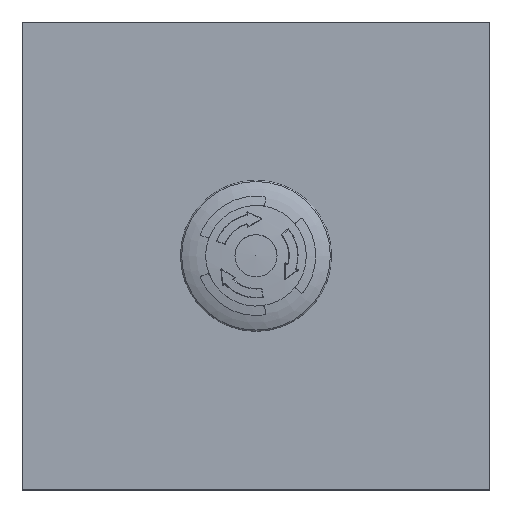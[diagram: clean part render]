
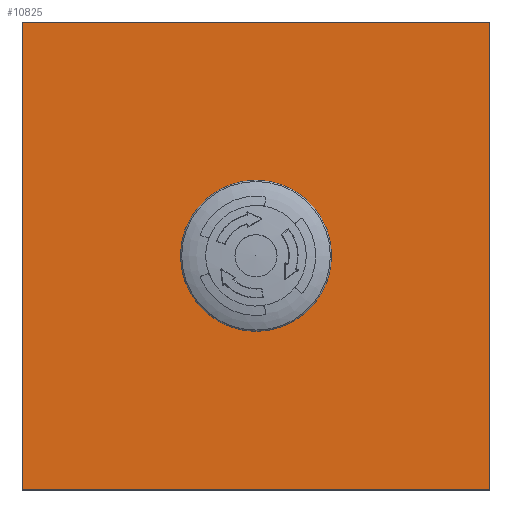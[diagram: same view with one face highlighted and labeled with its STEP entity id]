
A CAD part, top view. The second image highlights one B-rep face of the part: STEP entity #10825.
In plain terms, the highlighted planar face has unit normal (0, 0, 1).
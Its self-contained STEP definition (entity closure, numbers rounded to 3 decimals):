
#651=PLANE('',#12325);
#1525=LINE('',#23581,#2096);
#1529=LINE('',#23589,#2100);
#1532=LINE('',#23595,#2103);
#1534=LINE('',#23603,#2105);
#2096=VECTOR('',#15453,1000.);
#2100=VECTOR('',#15459,1000.);
#2103=VECTOR('',#15464,1000.);
#2105=VECTOR('',#15474,1000.);
#5170=ORIENTED_EDGE('',*,*,#6713,.T.);
#5171=ORIENTED_EDGE('',*,*,#6705,.T.);
#5172=ORIENTED_EDGE('',*,*,#6709,.T.);
#5173=ORIENTED_EDGE('',*,*,#6712,.T.);
#5174=ORIENTED_EDGE('',*,*,#6716,.T.);
#6705=EDGE_CURVE('',#7677,#7676,#1525,.T.);
#6709=EDGE_CURVE('',#7676,#7679,#1529,.T.);
#6712=EDGE_CURVE('',#7679,#7681,#1532,.T.);
#6713=EDGE_CURVE('',#7682,#7682,#8322,.T.);
#6716=EDGE_CURVE('',#7681,#7677,#1534,.T.);
#7676=VERTEX_POINT('',#23580);
#7677=VERTEX_POINT('',#23582);
#7679=VERTEX_POINT('',#23588);
#7681=VERTEX_POINT('',#23594);
#7682=VERTEX_POINT('',#23598);
#8322=CIRCLE('',#12322,11.);
#9130=EDGE_LOOP('',(#5170));
#9131=EDGE_LOOP('',(#5171,#5172,#5173,#5174));
#9940=FACE_BOUND('',#9130,.T.);
#9941=FACE_BOUND('',#9131,.T.);
#10825=ADVANCED_FACE('',(#9940,#9941),#651,.T.);
#12322=AXIS2_PLACEMENT_3D('',#23597,#15467,#15468);
#12325=AXIS2_PLACEMENT_3D('',#23604,#15475,#15476);
#15453=DIRECTION('',(0.,-1.,0.));
#15459=DIRECTION('',(1.,0.,0.));
#15464=DIRECTION('',(0.,1.,0.));
#15467=DIRECTION('',(0.,0.,-1.));
#15468=DIRECTION('',(1.,0.,0.));
#15474=DIRECTION('',(-1.,0.,0.));
#15475=DIRECTION('',(0.,0.,1.));
#15476=DIRECTION('',(1.,0.,0.));
#23580=CARTESIAN_POINT('',(-50.,-50.,-0.001));
#23581=CARTESIAN_POINT('',(-50.,50.,-0.001));
#23582=CARTESIAN_POINT('',(-50.,50.,-0.001));
#23588=CARTESIAN_POINT('',(50.,-50.,-0.001));
#23589=CARTESIAN_POINT('',(-50.,-50.,-0.001));
#23594=CARTESIAN_POINT('',(50.,50.,-0.001));
#23595=CARTESIAN_POINT('',(50.,-50.,-0.001));
#23597=CARTESIAN_POINT('',(0.,0.,-0.001));
#23598=CARTESIAN_POINT('',(11.,0.,-0.001));
#23603=CARTESIAN_POINT('',(50.,50.,-0.001));
#23604=CARTESIAN_POINT('',(0.,0.,-0.001));
